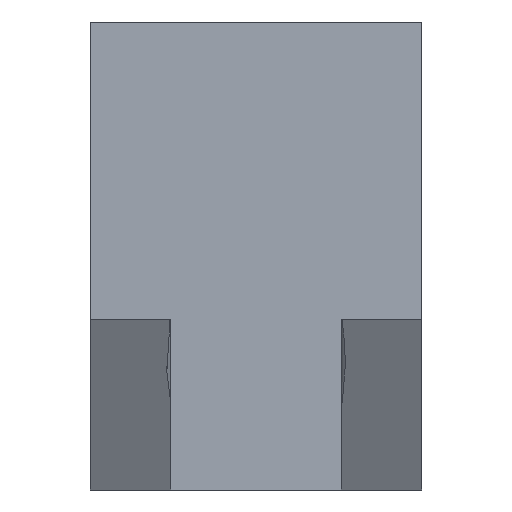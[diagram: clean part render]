
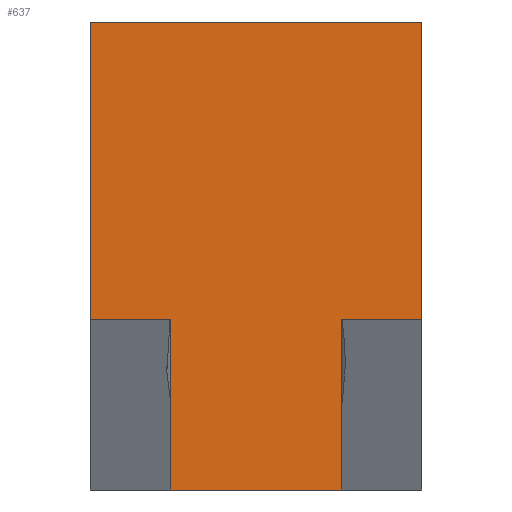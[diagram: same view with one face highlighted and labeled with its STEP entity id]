
A CAD part, front view. The second image highlights one B-rep face of the part: STEP entity #637.
In plain terms, the highlighted planar face has unit normal (0, -1, 0).
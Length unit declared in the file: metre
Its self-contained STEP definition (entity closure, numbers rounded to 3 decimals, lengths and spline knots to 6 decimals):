
#34=LINE('',#938,#102);
#41=LINE('',#956,#109);
#45=LINE('',#965,#113);
#65=LINE('',#1020,#133);
#69=LINE('',#1029,#137);
#73=LINE('',#1037,#141);
#75=LINE('',#1042,#143);
#81=LINE('',#1062,#149);
#102=VECTOR('',#750,1.);
#109=VECTOR('',#761,1.);
#113=VECTOR('',#767,1.);
#133=VECTOR('',#823,1.);
#137=VECTOR('',#831,1.);
#141=VECTOR('',#839,1.);
#143=VECTOR('',#845,1.);
#149=VECTOR('',#869,1.);
#279=ORIENTED_EDGE('',*,*,#413,.F.);
#280=ORIENTED_EDGE('',*,*,#400,.T.);
#281=ORIENTED_EDGE('',*,*,#359,.T.);
#282=ORIENTED_EDGE('',*,*,#405,.F.);
#283=ORIENTED_EDGE('',*,*,#410,.F.);
#284=ORIENTED_EDGE('',*,*,#367,.F.);
#285=ORIENTED_EDGE('',*,*,#423,.T.);
#286=ORIENTED_EDGE('',*,*,#371,.T.);
#359=EDGE_CURVE('',#450,#451,#34,.T.);
#367=EDGE_CURVE('',#458,#456,#41,.T.);
#371=EDGE_CURVE('',#459,#462,#45,.T.);
#400=EDGE_CURVE('',#480,#450,#65,.T.);
#405=EDGE_CURVE('',#482,#451,#69,.T.);
#410=EDGE_CURVE('',#456,#482,#73,.T.);
#413=EDGE_CURVE('',#480,#462,#75,.T.);
#423=EDGE_CURVE('',#458,#459,#81,.T.);
#450=VERTEX_POINT('',#939);
#451=VERTEX_POINT('',#940);
#456=VERTEX_POINT('',#951);
#458=VERTEX_POINT('',#955);
#459=VERTEX_POINT('',#959);
#462=VERTEX_POINT('',#964);
#480=VERTEX_POINT('',#1021);
#482=VERTEX_POINT('',#1028);
#540=EDGE_LOOP('',(#279,#280,#281,#282,#283,#284,#285,#286));
#576=FACE_BOUND('',#540,.T.);
#608=PLANE('',#704);
#637=ADVANCED_FACE('',(#576),#608,.T.);
#704=AXIS2_PLACEMENT_3D('',#1061,#867,#868);
#750=DIRECTION('',(-1.,0.,0.));
#761=DIRECTION('',(0.,0.,1.));
#767=DIRECTION('',(0.,0.,1.));
#823=DIRECTION('',(0.,0.,1.));
#831=DIRECTION('',(0.,0.,1.));
#839=DIRECTION('',(-1.,0.,0.));
#845=DIRECTION('',(-1.,0.,0.));
#867=DIRECTION('',(0.,-1.,0.));
#868=DIRECTION('',(0.,0.,-1.));
#869=DIRECTION('',(1.,0.,0.));
#938=CARTESIAN_POINT('',(0.007802,-0.01,0.0978));
#939=CARTESIAN_POINT('',(0.0078,-0.01,0.0978));
#940=CARTESIAN_POINT('',(0.,-0.01,0.0978));
#951=CARTESIAN_POINT('',(0.0019,-0.01,0.0908));
#955=CARTESIAN_POINT('',(0.0019,-0.01,0.0868));
#956=CARTESIAN_POINT('',(0.0019,-0.01,0.0868));
#959=CARTESIAN_POINT('',(0.0059,-0.01,0.0868));
#964=CARTESIAN_POINT('',(0.0059,-0.01,0.0908));
#965=CARTESIAN_POINT('',(0.0059,-0.01,0.0868));
#1020=CARTESIAN_POINT('',(0.0078,-0.01,0.0943));
#1021=CARTESIAN_POINT('',(0.0078,-0.01,0.0908));
#1028=CARTESIAN_POINT('',(0.,-0.01,0.0908));
#1029=CARTESIAN_POINT('',(0.,-0.01,0.0943));
#1037=CARTESIAN_POINT('',(0.007802,-0.01,0.0908));
#1042=CARTESIAN_POINT('',(0.007802,-0.01,0.0908));
#1061=CARTESIAN_POINT('',(0.007802,-0.01,0.0943));
#1062=CARTESIAN_POINT('',(0.0039,-0.01,0.0868));
